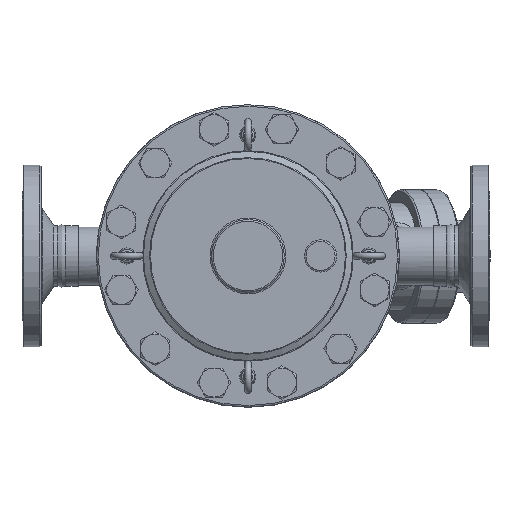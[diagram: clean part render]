
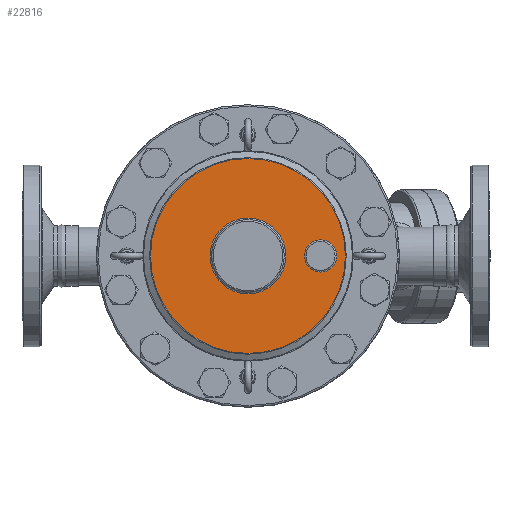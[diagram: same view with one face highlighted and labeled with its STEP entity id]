
A CAD part, top view. The second image highlights one B-rep face of the part: STEP entity #22816.
In plain terms, the highlighted planar face has unit normal (0, 0, 1).
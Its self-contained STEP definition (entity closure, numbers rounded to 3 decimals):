
#22754=CARTESIAN_POINT('',(110.0,0.,76.));
#22755=VERTEX_POINT('',#22754);
#22756=CARTESIAN_POINT('',(90.0,0.0,76.));
#22757=DIRECTION('',(0.0,0.0,1.0));
#22758=DIRECTION('',(-1.0,0.0,0.0));
#22759=AXIS2_PLACEMENT_3D('',#22756,#22757,#22758);
#22760=CIRCLE('',#22759,20.0);
#22761=EDGE_CURVE('',#22755,#22755,#22760,.T.);
#22786=CARTESIAN_POINT('',(60.67,0.0,76.));
#22787=DIRECTION('',(0.0,0.0,1.0));
#22788=DIRECTION('',(1.0,0.0,0.0));
#22789=AXIS2_PLACEMENT_3D('',#22786,#22787,#22788);
#22790=PLANE('',#22789);
#22791=CARTESIAN_POINT('',(120.804,0.,76.));
#22792=VERTEX_POINT('',#22791);
#22793=CARTESIAN_POINT('',(0.,0.0,76.));
#22794=DIRECTION('',(0.0,0.0,-1.0));
#22795=DIRECTION('',(-1.0,0.0,0.0));
#22796=AXIS2_PLACEMENT_3D('',#22793,#22794,#22795);
#22797=CIRCLE('',#22796,120.804);
#22798=EDGE_CURVE('',#22792,#22792,#22797,.T.);
#22799=ORIENTED_EDGE('',*,*,#22798,.F.);
#22800=EDGE_LOOP('',(#22799));
#22801=FACE_OUTER_BOUND('',#22800,.T.);
#22802=CARTESIAN_POINT('',(47.0,0.,76.));
#22803=VERTEX_POINT('',#22802);
#22804=CARTESIAN_POINT('',(0.,0.0,76.));
#22805=DIRECTION('',(0.0,0.0,1.0));
#22806=DIRECTION('',(-1.0,0.0,0.0));
#22807=AXIS2_PLACEMENT_3D('',#22804,#22805,#22806);
#22808=CIRCLE('',#22807,47.0);
#22809=EDGE_CURVE('',#22803,#22803,#22808,.T.);
#22810=ORIENTED_EDGE('',*,*,#22809,.F.);
#22811=EDGE_LOOP('',(#22810));
#22812=FACE_BOUND('',#22811,.T.);
#22813=ORIENTED_EDGE('',*,*,#22761,.F.);
#22814=EDGE_LOOP('',(#22813));
#22815=FACE_BOUND('',#22814,.T.);
#22816=ADVANCED_FACE('',(#22801,#22812,#22815),#22790,.T.);
